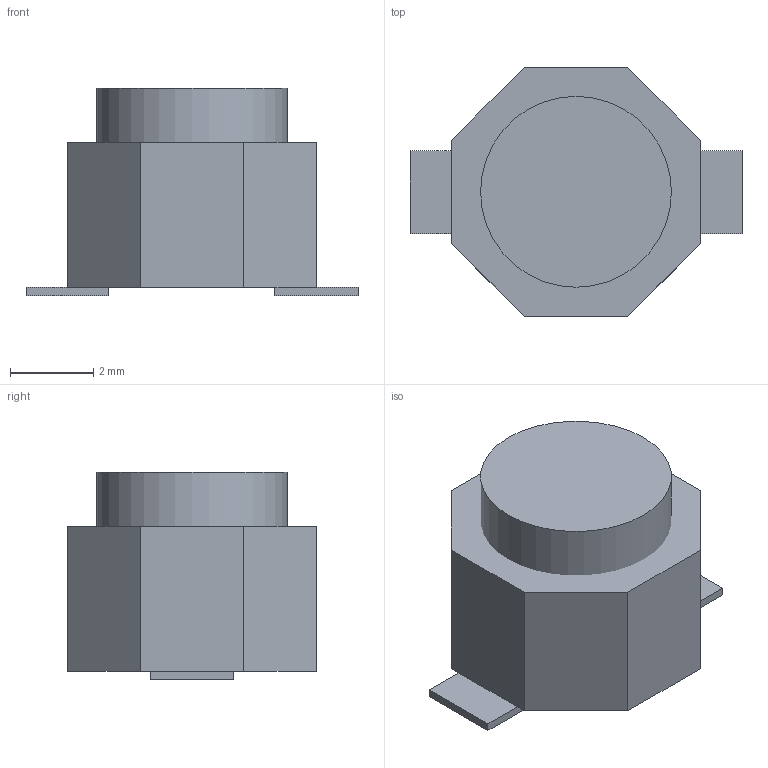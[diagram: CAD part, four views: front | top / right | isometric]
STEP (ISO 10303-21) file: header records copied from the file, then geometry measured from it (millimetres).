
FILE_DESCRIPTION(('FreeCAD Model'),'2;1');
FILE_NAME('Open CASCADE Shape Model','2022-05-02T22:06:26',('Author'),( ''),'Open CASCADE STEP processor 7.5','FreeCAD','Unknown');
FILE_SCHEMA(('AUTOMOTIVE_DESIGN { 1 0 10303 214 1 1 1 1 }'));
Length unit declared in the file: millimetre
Products named in the file (5): EVPASCB1A; pad_left; pad_right; switch_body; buton
Assembly tree (4 placements, depth 2):
  EVPASCB1A
    pad_left
    pad_right
    switch_body
    buton
Bounding box: 8 x 6 x 5 mm (x, y, z)
Volume: 130.9 mm3; surface area: 203.3 mm2
Topology: 4 solids, 4 shells, 25 faces, 51 edges, 34 vertices
Faces by surface type: plane 24, cylinder 1
Full cylindrical faces by diameter (mm): 4.6 x1
Entity records: 1430 total; most frequent: CARTESIAN_POINT 217, DIRECTION 215, LINE 149, VECTOR 149, ORIENTED_EDGE 102, PCURVE 102, DEFINITIONAL_REPRESENTATION 102, EDGE_CURVE 51
